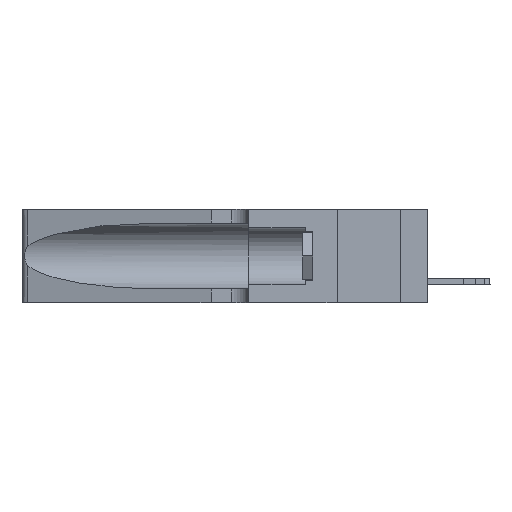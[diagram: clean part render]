
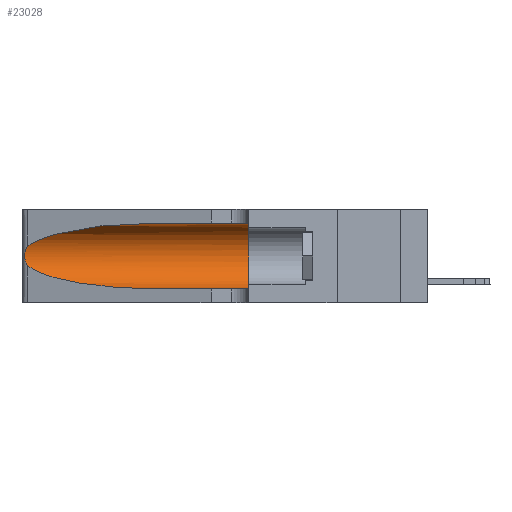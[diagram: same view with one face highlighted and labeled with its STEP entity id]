
A CAD part, left-side view. The second image highlights one B-rep face of the part: STEP entity #23028.
In plain terms, the highlighted cylindrical face has radius 3.308 mm (diameter 6.617 mm), a partial arc.
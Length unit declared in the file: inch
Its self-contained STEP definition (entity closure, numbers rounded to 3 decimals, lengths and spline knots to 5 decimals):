
#1994 = CARTESIAN_POINT ( 'NONE',  ( 0.2373, 1.15595, 0.08982 ) ) ;
#3026 = CARTESIAN_POINT ( 'NONE',  ( 0.1305, 0.72297, 0.05475 ) ) ;
#4212 = CARTESIAN_POINT ( 'NONE',  ( 0.25487, 1.22718, 0.14631 ) ) ;
#4437 = CARTESIAN_POINT ( 'NONE',  ( 0.1305, 1.61858, 0.185 ) ) ;
#5706 = CARTESIAN_POINT ( 'NONE',  ( 0.1305, 0.35, 0.185 ) ) ;
#6000 = VECTOR ( 'NONE', #21085, 39.37008 ) ;
#6594 = CARTESIAN_POINT ( 'NONE',  ( 0.25555, 1.22994, 0.2215 ) ) ;
#6974 = CARTESIAN_POINT ( 'NONE',  ( 0.26017, 1.23833, 0.17102 ) ) ;
#7256 = CIRCLE ( 'NONE', #36434, 0.13025 ) ;
#7928 = EDGE_CURVE ( 'NONE', #25602, #8503, #20050, .T. ) ;
#8282 = CARTESIAN_POINT ( 'NONE',  ( 0.2373, 1.15595, 0.28018 ) ) ;
#8503 = VERTEX_POINT ( 'NONE', #12194 ) ;
#9136 = CARTESIAN_POINT ( 'NONE',  ( 0.25639, 1.23184, 0.21858 ) ) ;
#10644 = VERTEX_POINT ( 'NONE', #36123 ) ;
#11573 = ORIENTED_EDGE ( 'NONE', *, *, #7928, .T. ) ;
#11720 = DIRECTION ( 'NONE',  ( 0., 1., 0. ) ) ;
#12185 = VECTOR ( 'NONE', #24457, 39.37008 ) ;
#12194 = CARTESIAN_POINT ( 'NONE',  ( 0.1305, 0.72297, 0.05475 ) ) ;
#12242 = CARTESIAN_POINT ( 'NONE',  ( 0.1305, 1.61858, 0.05475 ) ) ;
#12536 = DIRECTION ( 'NONE',  ( 0., -1., 0. ) ) ;
#12600 = CARTESIAN_POINT ( 'NONE',  ( 0.25487, 1.22718, 0.14631 ) ) ;
#12641 = CARTESIAN_POINT ( 'NONE',  ( 0.25555, 1.22993, 0.14849 ) ) ;
#12899 = CARTESIAN_POINT ( 'NONE',  ( 0.25854, 1.2359, 0.20912 ) ) ;
#12979 = LINE ( 'NONE', #13924, #6000 ) ;
#13507 = ORIENTED_EDGE ( 'NONE', *, *, #31140, .T. ) ;
#13836 = DIRECTION ( 'NONE',  ( 0., 0., 1. ) ) ;
#13924 = CARTESIAN_POINT ( 'NONE',  ( 0.1305, 1.61858, 0.31525 ) ) ;
#14077 = CARTESIAN_POINT ( 'NONE',  ( 0.18966, 0.96281, 0.31525 ) ) ;
#14960 = CARTESIAN_POINT ( 'NONE',  ( 0.25487, 1.22718, 0.22369 ) ) ;
#15436 = ORIENTED_EDGE ( 'NONE', *, *, #30485, .F. ) ;
#15852 = CARTESIAN_POINT ( 'NONE',  ( 0.26018, 1.23835, 0.19895 ) ) ;
#15983 = CARTESIAN_POINT ( 'NONE',  ( 0.25787, 1.23484, 0.2124 ) ) ;
#16106 = EDGE_CURVE ( 'NONE', #31284, #10644, #12979, .T. ) ;
#16265 = VERTEX_POINT ( 'NONE', #14960 ) ;
#17398 = CARTESIAN_POINT ( 'NONE',  ( 0.25487, 1.22718, 0.14631 ) ) ;
#18122 = VERTEX_POINT ( 'NONE', #18801 ) ;
#18801 = CARTESIAN_POINT ( 'NONE',  ( 0.1305, 0.35, 0.05475 ) ) ;
#18864 = CARTESIAN_POINT ( 'NONE',  ( 0.25639, 1.23186, 0.15144 ) ) ;
#20050 =( BOUNDED_CURVE ( )  B_SPLINE_CURVE ( 3, ( #17398, #1994, #20439, #3026 ),
 .UNSPECIFIED., .F., .F. ) 
 B_SPLINE_CURVE_WITH_KNOTS ( ( 4, 4 ),
 ( 3.44316, 4.71239 ),
 .UNSPECIFIED. ) 
 CURVE ( )  GEOMETRIC_REPRESENTATION_ITEM ( )  RATIONAL_B_SPLINE_CURVE ( ( 1., 0.87, 0.87, 1. ) ) 
 REPRESENTATION_ITEM ( '' )  );
#20439 = CARTESIAN_POINT ( 'NONE',  ( 0.18966, 0.96281, 0.05475 ) ) ;
#21085 = DIRECTION ( 'NONE',  ( 0., -1., 0. ) ) ;
#23028 = ADVANCED_FACE ( 'NONE', ( #27307 ), #33033, .F. ) ;
#23850 = EDGE_LOOP ( 'NONE', ( #13507, #35263, #11573, #39340, #15436, #30207 ) ) ;
#24457 = DIRECTION ( 'NONE',  ( 0., -1., 0. ) ) ;
#24711 = CARTESIAN_POINT ( 'NONE',  ( 0.25487, 1.22718, 0.22369 ) ) ;
#24818 =( BOUNDED_CURVE ( )  B_SPLINE_CURVE ( 3, ( #32224, #14077, #8282, #38413 ),
 .UNSPECIFIED., .F., .T. ) 
 B_SPLINE_CURVE_WITH_KNOTS ( ( 4, 4 ),
 ( 1.5708, 2.84003 ),
 .UNSPECIFIED. ) 
 CURVE ( )  GEOMETRIC_REPRESENTATION_ITEM ( )  RATIONAL_B_SPLINE_CURVE ( ( 1., 0.87, 0.87, 1. ) ) 
 REPRESENTATION_ITEM ( '' )  );
#25113 = CARTESIAN_POINT ( 'NONE',  ( 0.25789, 1.23486, 0.15765 ) ) ;
#25602 = VERTEX_POINT ( 'NONE', #12600 ) ;
#27307 = FACE_OUTER_BOUND ( 'NONE', #23850, .T. ) ;
#27318 = B_SPLINE_CURVE_WITH_KNOTS ( 'NONE', 3,
 ( #24711, #6594, #9136, #15983, #12899, #15852, #37089, #31239, #6974, #34128, #25113, #18864, #12641, #4212 ),
 .UNSPECIFIED., .F., .F.,
 ( 4, 2, 2, 2, 2, 2, 4 ),
 ( 0., 0.00027, 0.00053, 0.00107, 0.0016, 0.00187, 0.00214 ),
 .UNSPECIFIED. ) ;
#28180 = EDGE_CURVE ( 'NONE', #8503, #18122, #33131, .T. ) ;
#30207 = ORIENTED_EDGE ( 'NONE', *, *, #16106, .F. ) ;
#30485 = EDGE_CURVE ( 'NONE', #10644, #18122, #7256, .T. ) ;
#31140 = EDGE_CURVE ( 'NONE', #31284, #16265, #24818, .T. ) ;
#31239 = CARTESIAN_POINT ( 'NONE',  ( 0.26075, 1.23896, 0.178 ) ) ;
#31284 = VERTEX_POINT ( 'NONE', #32911 ) ;
#32224 = CARTESIAN_POINT ( 'NONE',  ( 0.1305, 0.72297, 0.31525 ) ) ;
#32911 = CARTESIAN_POINT ( 'NONE',  ( 0.1305, 0.72297, 0.31525 ) ) ;
#33033 = CYLINDRICAL_SURFACE ( 'NONE', #36341, 0.13025 ) ;
#33131 = LINE ( 'NONE', #12242, #12185 ) ;
#33272 = EDGE_CURVE ( 'NONE', #16265, #25602, #27318, .T. ) ;
#34128 = CARTESIAN_POINT ( 'NONE',  ( 0.25856, 1.23593, 0.16098 ) ) ;
#34566 = DIRECTION ( 'NONE',  ( 0., 0., -1. ) ) ;
#35263 = ORIENTED_EDGE ( 'NONE', *, *, #33272, .T. ) ;
#36123 = CARTESIAN_POINT ( 'NONE',  ( 0.1305, 0.35, 0.31525 ) ) ;
#36341 = AXIS2_PLACEMENT_3D ( 'NONE', #4437, #12536, #34566 ) ;
#36434 = AXIS2_PLACEMENT_3D ( 'NONE', #5706, #11720, #13836 ) ;
#37089 = CARTESIAN_POINT ( 'NONE',  ( 0.26075, 1.23896, 0.19203 ) ) ;
#38413 = CARTESIAN_POINT ( 'NONE',  ( 0.25487, 1.22718, 0.22369 ) ) ;
#39340 = ORIENTED_EDGE ( 'NONE', *, *, #28180, .T. ) ;
